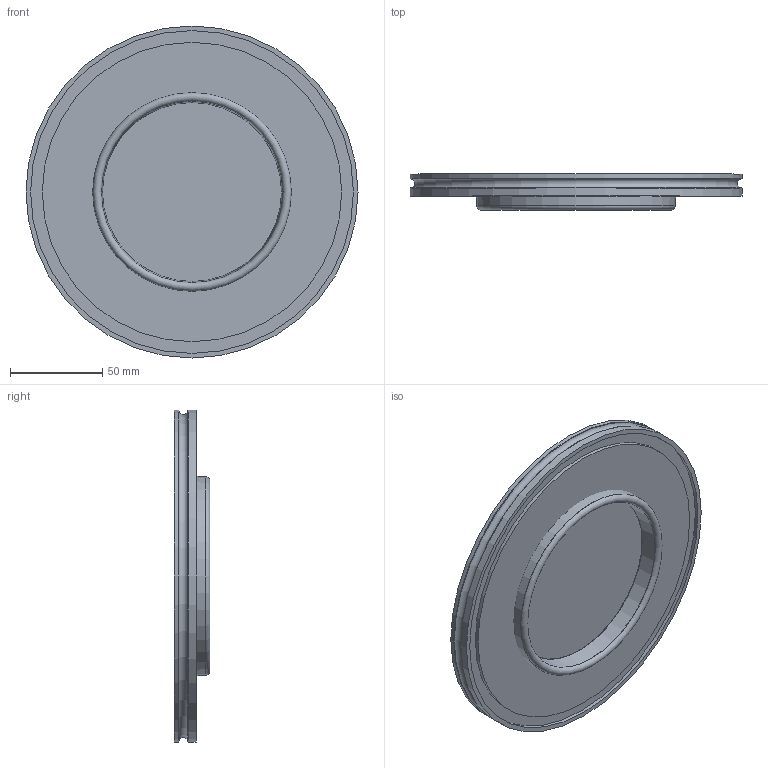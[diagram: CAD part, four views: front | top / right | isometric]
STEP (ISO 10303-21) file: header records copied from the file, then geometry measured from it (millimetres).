
FILE_DESCRIPTION (( 'STEP AP214' ), '1' );
FILE_NAME ('HK1ISOK160FULLVAC.STEP', '2025-05-27T14:59:39', ( '' ), ( '' ), 'SwSTEP 2.0', 'SolidWorks 2017', '' );
FILE_SCHEMA (( 'AUTOMOTIVE_DESIGN' ));
Length unit declared in the file: millimetre
Products named in the file (1): HK1ISOK160FULLVAC
Bounding box: 180 x 19.49 x 180 mm (x, y, z)
Volume: 215691.3 mm3; surface area: 93262 mm2
Topology: 2 solids, 2 shells, 40 faces, 69 edges, 41 vertices
Faces by surface type: cylinder 13, plane 12, torus 9, cone 6
Full cylindrical faces by diameter (mm): 91.7 x1, 97 x1, 97.1 x1, 97.7 x1, 107 x1, 107.707 x1, 112.4 x1, 143.6 x1, 152.8 x1, 162.3 x1, 175 x1, 180 x2
Entity records: 863 total; most frequent: DIRECTION 160, CARTESIAN_POINT 119, AXIS2_PLACEMENT_3D 80, ORIENTED_EDGE 78, EDGE_LOOP 78, FACE_OUTER_BOUND 62, ADVANCED_FACE 40, VERTEX_POINT 39
